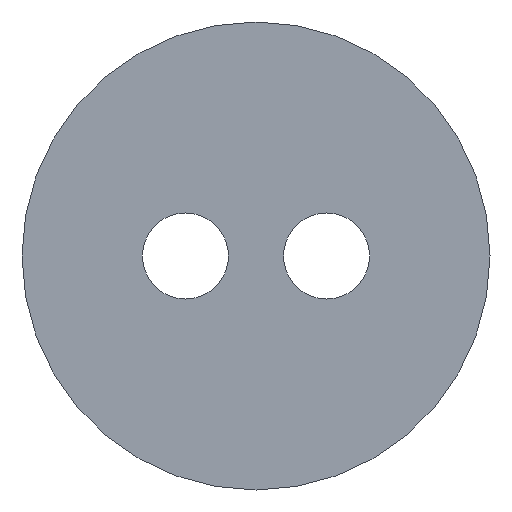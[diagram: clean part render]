
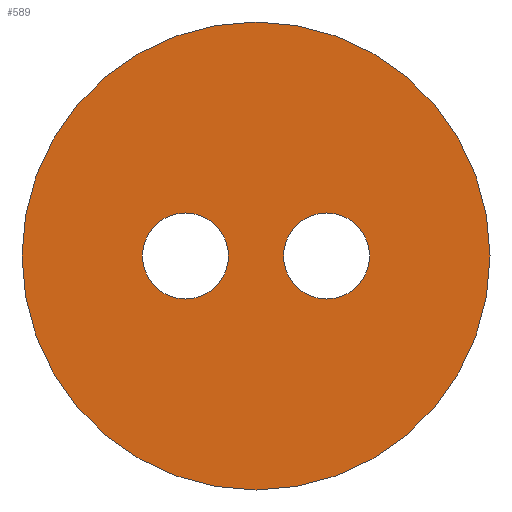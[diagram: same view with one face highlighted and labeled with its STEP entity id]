
A CAD part, front view. The second image highlights one B-rep face of the part: STEP entity #589.
In plain terms, the highlighted planar face has unit normal (0, -1, 0).
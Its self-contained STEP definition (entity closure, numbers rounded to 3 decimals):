
#7 = DIRECTION ( 'NONE',  ( 0., 0., 1. ) ) ;
#20 = VERTEX_POINT ( 'NONE', #43 ) ;
#38 = CIRCLE ( 'NONE', #609, 0.625 ) ;
#39 = ORIENTED_EDGE ( 'NONE', *, *, #55, .T. ) ;
#43 = CARTESIAN_POINT ( 'NONE',  ( -1.025, -6., 0.625 ) ) ;
#51 = CARTESIAN_POINT ( 'NONE',  ( 0., -6., -3.4 ) ) ;
#55 = EDGE_CURVE ( 'NONE', #469, #641, #665, .T. ) ;
#57 = VERTEX_POINT ( 'NONE', #51 ) ;
#74 = DIRECTION ( 'NONE',  ( 0., 1., 0. ) ) ;
#76 = CIRCLE ( 'NONE', #161, 0.625 ) ;
#94 = VERTEX_POINT ( 'NONE', #349 ) ;
#100 = AXIS2_PLACEMENT_3D ( 'NONE', #279, #405, #650 ) ;
#121 = EDGE_LOOP ( 'NONE', ( #360, #762 ) ) ;
#143 = DIRECTION ( 'NONE',  ( 0., 0., 1. ) ) ;
#160 = DIRECTION ( 'NONE',  ( 0., 0., 1. ) ) ;
#161 = AXIS2_PLACEMENT_3D ( 'NONE', #732, #74, #7 ) ;
#162 = AXIS2_PLACEMENT_3D ( 'NONE', #186, #380, #195 ) ;
#186 = CARTESIAN_POINT ( 'NONE',  ( 0., -6., 0. ) ) ;
#195 = DIRECTION ( 'NONE',  ( 0., 0., 1. ) ) ;
#200 = AXIS2_PLACEMENT_3D ( 'NONE', #361, #226, #721 ) ;
#215 = AXIS2_PLACEMENT_3D ( 'NONE', #555, #793, #143 ) ;
#222 = VERTEX_POINT ( 'NONE', #546 ) ;
#226 = DIRECTION ( 'NONE',  ( 0., 1., 0. ) ) ;
#244 = EDGE_CURVE ( 'NONE', #641, #469, #570, .T. ) ;
#256 = DIRECTION ( 'NONE',  ( 0., 1., 0. ) ) ;
#261 = AXIS2_PLACEMENT_3D ( 'NONE', #738, #256, #550 ) ;
#277 = EDGE_CURVE ( 'NONE', #222, #20, #76, .T. ) ;
#279 = CARTESIAN_POINT ( 'NONE',  ( 0., -6., 0. ) ) ;
#330 = CARTESIAN_POINT ( 'NONE',  ( -1.025, -6., 0. ) ) ;
#341 = EDGE_LOOP ( 'NONE', ( #468, #39 ) ) ;
#344 = CARTESIAN_POINT ( 'NONE',  ( 1.025, -6., -0.625 ) ) ;
#349 = CARTESIAN_POINT ( 'NONE',  ( 0., -6., 3.4 ) ) ;
#356 = CIRCLE ( 'NONE', #162, 3.4 ) ;
#357 = ORIENTED_EDGE ( 'NONE', *, *, #449, .F. ) ;
#360 = ORIENTED_EDGE ( 'NONE', *, *, #784, .T. ) ;
#361 = CARTESIAN_POINT ( 'NONE',  ( 1.025, -6., 0. ) ) ;
#374 = EDGE_LOOP ( 'NONE', ( #357, #413 ) ) ;
#380 = DIRECTION ( 'NONE',  ( 0., 1., 0. ) ) ;
#405 = DIRECTION ( 'NONE',  ( 0., 1., 0. ) ) ;
#413 = ORIENTED_EDGE ( 'NONE', *, *, #528, .F. ) ;
#431 = FACE_BOUND ( 'NONE', #121, .T. ) ;
#446 = FACE_BOUND ( 'NONE', #341, .T. ) ;
#449 = EDGE_CURVE ( 'NONE', #94, #57, #557, .T. ) ;
#468 = ORIENTED_EDGE ( 'NONE', *, *, #244, .T. ) ;
#469 = VERTEX_POINT ( 'NONE', #344 ) ;
#493 = FACE_OUTER_BOUND ( 'NONE', #374, .T. ) ;
#499 = CARTESIAN_POINT ( 'NONE',  ( 1.025, -6., 0.625 ) ) ;
#528 = EDGE_CURVE ( 'NONE', #57, #94, #356, .T. ) ;
#530 = DIRECTION ( 'NONE',  ( 0., 1., 0. ) ) ;
#546 = CARTESIAN_POINT ( 'NONE',  ( -1.025, -6., -0.625 ) ) ;
#550 = DIRECTION ( 'NONE',  ( 0., 0., 1. ) ) ;
#555 = CARTESIAN_POINT ( 'NONE',  ( 0., -6., 0. ) ) ;
#557 = CIRCLE ( 'NONE', #100, 3.4 ) ;
#570 = CIRCLE ( 'NONE', #261, 0.625 ) ;
#589 = ADVANCED_FACE ( 'NONE', ( #431, #446, #493 ), #694, .F. ) ;
#609 = AXIS2_PLACEMENT_3D ( 'NONE', #330, #530, #160 ) ;
#641 = VERTEX_POINT ( 'NONE', #499 ) ;
#650 = DIRECTION ( 'NONE',  ( 0., 0., 1. ) ) ;
#665 = CIRCLE ( 'NONE', #200, 0.625 ) ;
#694 = PLANE ( 'NONE',  #215 ) ;
#721 = DIRECTION ( 'NONE',  ( 0., 0., 1. ) ) ;
#732 = CARTESIAN_POINT ( 'NONE',  ( -1.025, -6., 0. ) ) ;
#738 = CARTESIAN_POINT ( 'NONE',  ( 1.025, -6., 0. ) ) ;
#762 = ORIENTED_EDGE ( 'NONE', *, *, #277, .T. ) ;
#784 = EDGE_CURVE ( 'NONE', #20, #222, #38, .T. ) ;
#793 = DIRECTION ( 'NONE',  ( 0., 1., 0. ) ) ;
